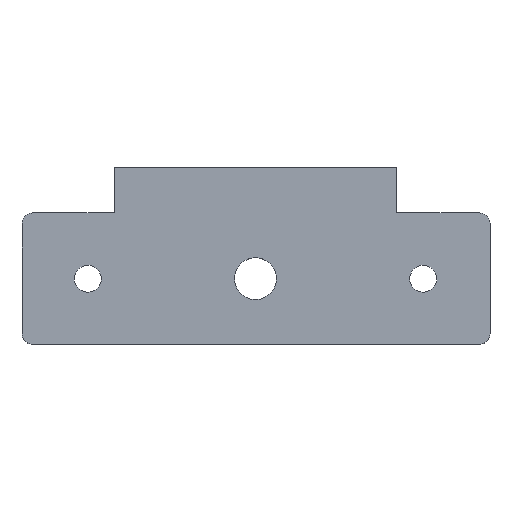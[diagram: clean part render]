
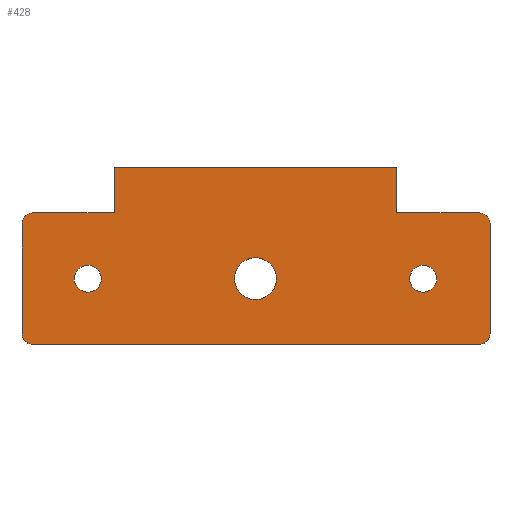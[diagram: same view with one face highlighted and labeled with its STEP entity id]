
A CAD part, top view. The second image highlights one B-rep face of the part: STEP entity #428.
In plain terms, the highlighted planar face has unit normal (0, 0, 1).
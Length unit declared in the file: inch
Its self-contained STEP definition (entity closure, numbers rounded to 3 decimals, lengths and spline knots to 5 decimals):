
#24=FACE_BOUND('',#93,.T.);
#25=FACE_BOUND('',#94,.T.);
#26=FACE_BOUND('',#95,.T.);
#39=PLANE('',#488);
#61=FACE_OUTER_BOUND('',#92,.T.);
#92=EDGE_LOOP('',(#383,#384,#385,#386,#387,#388,#389,#390,#391,#392,#393,
#394));
#93=EDGE_LOOP('',(#395));
#94=EDGE_LOOP('',(#396));
#95=EDGE_LOOP('',(#397));
#110=LINE('',#657,#148);
#116=LINE('',#672,#154);
#125=LINE('',#701,#163);
#127=LINE('',#715,#165);
#129=LINE('',#718,#167);
#130=LINE('',#720,#168);
#131=LINE('',#723,#169);
#133=LINE('',#726,#171);
#148=VECTOR('',#527,0.3937);
#154=VECTOR('',#543,0.3937);
#163=VECTOR('',#574,0.3937);
#165=VECTOR('',#592,0.3937);
#167=VECTOR('',#596,0.3937);
#168=VECTOR('',#599,0.3937);
#169=VECTOR('',#602,0.3937);
#171=VECTOR('',#606,0.3937);
#172=CIRCLE('',#450,0.083);
#180=CIRCLE('',#461,0.083);
#181=CIRCLE('',#463,0.083);
#182=CIRCLE('',#466,0.083);
#187=CIRCLE('',#478,0.1025);
#188=CIRCLE('',#480,0.1025);
#189=CIRCLE('',#482,0.15945);
#190=VERTEX_POINT('',#611);
#191=VERTEX_POINT('',#612);
#211=VERTEX_POINT('',#656);
#212=VERTEX_POINT('',#660);
#213=VERTEX_POINT('',#664);
#214=VERTEX_POINT('',#665);
#215=VERTEX_POINT('',#670);
#216=VERTEX_POINT('',#674);
#223=VERTEX_POINT('',#698);
#224=VERTEX_POINT('',#700);
#225=VERTEX_POINT('',#705);
#226=VERTEX_POINT('',#708);
#227=VERTEX_POINT('',#711);
#228=VERTEX_POINT('',#714);
#229=VERTEX_POINT('',#722);
#230=EDGE_CURVE('',#190,#191,#172,.T.);
#252=EDGE_CURVE('',#211,#191,#110,.T.);
#254=EDGE_CURVE('',#211,#212,#180,.T.);
#256=EDGE_CURVE('',#213,#214,#181,.T.);
#260=EDGE_CURVE('',#213,#215,#116,.T.);
#261=EDGE_CURVE('',#216,#215,#182,.T.);
#274=EDGE_CURVE('',#223,#224,#125,.T.);
#276=EDGE_CURVE('',#225,#225,#187,.T.);
#277=EDGE_CURVE('',#226,#226,#188,.T.);
#278=EDGE_CURVE('',#227,#227,#189,.T.);
#279=EDGE_CURVE('',#228,#224,#127,.T.);
#281=EDGE_CURVE('',#216,#228,#129,.T.);
#282=EDGE_CURVE('',#190,#214,#130,.T.);
#283=EDGE_CURVE('',#229,#212,#131,.T.);
#285=EDGE_CURVE('',#229,#223,#133,.T.);
#383=ORIENTED_EDGE('',*,*,#230,.F.);
#384=ORIENTED_EDGE('',*,*,#282,.T.);
#385=ORIENTED_EDGE('',*,*,#256,.F.);
#386=ORIENTED_EDGE('',*,*,#260,.T.);
#387=ORIENTED_EDGE('',*,*,#261,.F.);
#388=ORIENTED_EDGE('',*,*,#281,.T.);
#389=ORIENTED_EDGE('',*,*,#279,.T.);
#390=ORIENTED_EDGE('',*,*,#274,.F.);
#391=ORIENTED_EDGE('',*,*,#285,.F.);
#392=ORIENTED_EDGE('',*,*,#283,.T.);
#393=ORIENTED_EDGE('',*,*,#254,.F.);
#394=ORIENTED_EDGE('',*,*,#252,.T.);
#395=ORIENTED_EDGE('',*,*,#276,.T.);
#396=ORIENTED_EDGE('',*,*,#277,.T.);
#397=ORIENTED_EDGE('',*,*,#278,.T.);
#428=ADVANCED_FACE('',(#61,#24,#25,#26),#39,.T.);
#450=AXIS2_PLACEMENT_3D('',#613,#493,#494);
#461=AXIS2_PLACEMENT_3D('',#661,#531,#532);
#463=AXIS2_PLACEMENT_3D('',#666,#536,#537);
#466=AXIS2_PLACEMENT_3D('',#675,#546,#547);
#478=AXIS2_PLACEMENT_3D('',#706,#580,#581);
#480=AXIS2_PLACEMENT_3D('',#709,#584,#585);
#482=AXIS2_PLACEMENT_3D('',#712,#588,#589);
#488=AXIS2_PLACEMENT_3D('',#727,#607,#608);
#493=DIRECTION('center_axis',(0.,0.,-1.));
#494=DIRECTION('ref_axis',(-0.707,-0.707,0.));
#527=DIRECTION('',(0.,-1.,0.));
#531=DIRECTION('center_axis',(0.,0.,-1.));
#532=DIRECTION('ref_axis',(-0.707,0.707,0.));
#536=DIRECTION('center_axis',(0.,0.,-1.));
#537=DIRECTION('ref_axis',(0.707,-0.707,0.));
#543=DIRECTION('',(0.,1.,0.));
#546=DIRECTION('center_axis',(0.,0.,-1.));
#547=DIRECTION('ref_axis',(0.707,0.707,0.));
#574=DIRECTION('',(1.,0.,0.));
#580=DIRECTION('center_axis',(0.,0.,-1.));
#581=DIRECTION('ref_axis',(-1.,0.,0.));
#584=DIRECTION('center_axis',(0.,0.,-1.));
#585=DIRECTION('ref_axis',(-1.,0.,0.));
#588=DIRECTION('center_axis',(0.,0.,-1.));
#589=DIRECTION('ref_axis',(-1.,0.,0.));
#592=DIRECTION('',(0.,1.,0.));
#596=DIRECTION('',(-1.,0.,0.));
#599=DIRECTION('',(1.,0.,0.));
#602=DIRECTION('',(-1.,0.,0.));
#606=DIRECTION('',(0.,1.,0.));
#607=DIRECTION('center_axis',(0.,0.,1.));
#608=DIRECTION('ref_axis',(1.,0.,0.));
#611=CARTESIAN_POINT('',(-0.66961,-0.12953,0.22047));
#612=CARTESIAN_POINT('',(-0.75261,-0.04653,0.22047));
#613=CARTESIAN_POINT('Origin',(-0.66961,-0.04653,0.22047));
#656=CARTESIAN_POINT('',(-0.75261,0.78747,0.22047));
#657=CARTESIAN_POINT('',(-0.75261,0.87047,0.22047));
#660=CARTESIAN_POINT('',(-0.66961,0.87047,0.22047));
#661=CARTESIAN_POINT('Origin',(-0.66961,0.78747,0.22047));
#664=CARTESIAN_POINT('',(2.80657,-0.04653,0.22047));
#665=CARTESIAN_POINT('',(2.72357,-0.12953,0.22047));
#666=CARTESIAN_POINT('Origin',(2.72357,-0.04653,0.22047));
#670=CARTESIAN_POINT('',(2.80657,0.78747,0.22047));
#672=CARTESIAN_POINT('',(2.80657,-0.12953,0.22047));
#674=CARTESIAN_POINT('',(2.72357,0.87047,0.22047));
#675=CARTESIAN_POINT('Origin',(2.72357,0.78747,0.22047));
#698=CARTESIAN_POINT('',(-0.05261,1.21594,0.22047));
#700=CARTESIAN_POINT('',(2.09857,1.21594,0.22047));
#701=CARTESIAN_POINT('',(-0.05261,1.21594,0.22047));
#705=CARTESIAN_POINT('',(2.40107,0.37047,0.22047));
#706=CARTESIAN_POINT('Origin',(2.29857,0.37047,0.22047));
#708=CARTESIAN_POINT('',(-0.15011,0.37047,0.22047));
#709=CARTESIAN_POINT('Origin',(-0.25261,0.37047,0.22047));
#711=CARTESIAN_POINT('',(1.18242,0.37047,0.22047));
#712=CARTESIAN_POINT('Origin',(1.02298,0.37047,0.22047));
#714=CARTESIAN_POINT('',(2.09857,0.87047,0.22047));
#715=CARTESIAN_POINT('',(2.09857,0.87047,0.22047));
#718=CARTESIAN_POINT('',(2.80657,0.87047,0.22047));
#720=CARTESIAN_POINT('',(-0.75261,-0.12953,0.22047));
#722=CARTESIAN_POINT('',(-0.05261,0.87047,0.22047));
#723=CARTESIAN_POINT('',(-0.05261,0.87047,0.22047));
#726=CARTESIAN_POINT('',(-0.05261,1.09094,0.22047));
#727=CARTESIAN_POINT('Origin',(1.02679,0.44823,0.22047));
